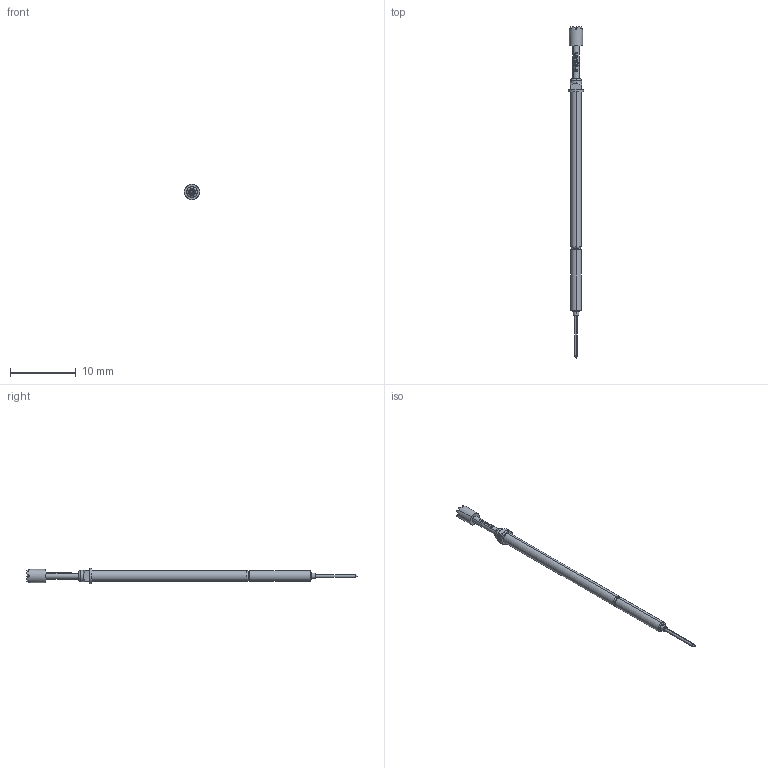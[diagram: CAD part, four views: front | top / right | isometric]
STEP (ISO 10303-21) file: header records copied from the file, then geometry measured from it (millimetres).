
FILE_DESCRIPTION (( 'STEP AP203' ), '1' );
FILE_NAME ('INGUN_SKS-215_306_200_A_xx02_MF.STEP', '2022-02-21T11:09:08', ( 'ochi' ), ( '' ), 'SwSTEP 2.0', 'SolidWorks 2018', '' );
FILE_SCHEMA (( 'CONFIG_CONTROL_DESIGN' ));
Length unit declared in the file: millimetre
Products named in the file (1): INGUN_SKS-215_306_200_A_xx02_MF
Bounding box: 2.3 x 50.5 x 2.3 mm (x, y, z)
Volume: 89.1 mm3; surface area: 241.8 mm2
Topology: 1 solids, 1 shells, 169 faces, 392 edges, 234 vertices
Faces by surface type: plane 109, bspline 22, cylinder 22, cone 12, torus 4
Entity records: 5043 total; most frequent: CARTESIAN_POINT 1438, ORIENTED_EDGE 780, DIRECTION 652, EDGE_CURVE 390, AXIS2_PLACEMENT_3D 240, VERTEX_POINT 234, EDGE_LOOP 180, LINE 172
